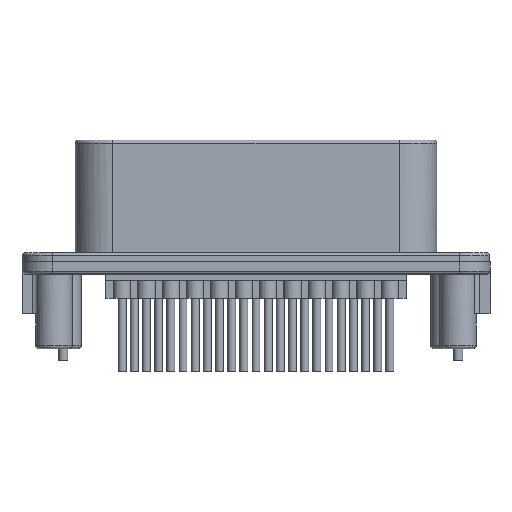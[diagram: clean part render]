
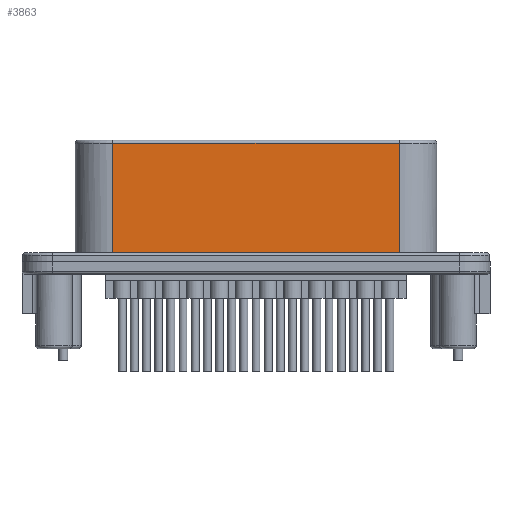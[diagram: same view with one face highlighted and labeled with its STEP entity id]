
A CAD part, front view. The second image highlights one B-rep face of the part: STEP entity #3863.
In plain terms, the highlighted planar face has unit normal (0, -1, 0).
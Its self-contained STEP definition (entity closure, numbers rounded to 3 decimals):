
#1149 = ORIENTED_EDGE ( 'NONE', *, *, #13782, .T. ) ;
#1267 = CARTESIAN_POINT ( 'NONE',  ( 23.5, -11.8, -0.5 ) ) ;
#3863 = ADVANCED_FACE ( 'NONE', ( #4671 ), #18564, .T. ) ;
#3874 = DIRECTION ( 'NONE',  ( -1., 0., 0. ) ) ;
#4626 = VERTEX_POINT ( 'NONE', #19472 ) ;
#4671 = FACE_OUTER_BOUND ( 'NONE', #14684, .T. ) ;
#4882 = VECTOR ( 'NONE', #15618, 1000. ) ;
#5183 = DIRECTION ( 'NONE',  ( 0., 0., -1. ) ) ;
#6768 = DIRECTION ( 'NONE',  ( 0., 0., -1. ) ) ;
#6875 = EDGE_CURVE ( 'NONE', #13744, #14052, #20321, .T. ) ;
#7525 = AXIS2_PLACEMENT_3D ( 'NONE', #22808, #8960, #5183 ) ;
#7694 = LINE ( 'NONE', #13527, #4882 ) ;
#7767 = VECTOR ( 'NONE', #6768, 1000. ) ;
#8960 = DIRECTION ( 'NONE',  ( 0., -1., 0. ) ) ;
#11918 = CARTESIAN_POINT ( 'NONE',  ( 23.5, -11.8, -19.5 ) ) ;
#12355 = CARTESIAN_POINT ( 'NONE',  ( -23.5, -11.8, -0.5 ) ) ;
#13498 = ORIENTED_EDGE ( 'NONE', *, *, #14990, .F. ) ;
#13527 = CARTESIAN_POINT ( 'NONE',  ( -23.5, -11.8, -0.5 ) ) ;
#13728 = LINE ( 'NONE', #11918, #17223 ) ;
#13744 = VERTEX_POINT ( 'NONE', #14665 ) ;
#13782 = EDGE_CURVE ( 'NONE', #24776, #4626, #20120, .T. ) ;
#14052 = VERTEX_POINT ( 'NONE', #22638 ) ;
#14665 = CARTESIAN_POINT ( 'NONE',  ( 23.5, -11.8, -0.5 ) ) ;
#14684 = EDGE_LOOP ( 'NONE', ( #1149, #13498, #24056, #18284 ) ) ;
#14990 = EDGE_CURVE ( 'NONE', #14052, #4626, #13728, .T. ) ;
#15618 = DIRECTION ( 'NONE',  ( 1., 0., 0. ) ) ;
#17223 = VECTOR ( 'NONE', #3874, 1000. ) ;
#18284 = ORIENTED_EDGE ( 'NONE', *, *, #18616, .F. ) ;
#18564 = PLANE ( 'NONE',  #7525 ) ;
#18616 = EDGE_CURVE ( 'NONE', #24776, #13744, #7694, .T. ) ;
#19472 = CARTESIAN_POINT ( 'NONE',  ( -23.5, -11.8, -19.5 ) ) ;
#20120 = LINE ( 'NONE', #12355, #7767 ) ;
#20321 = LINE ( 'NONE', #1267, #21611 ) ;
#21611 = VECTOR ( 'NONE', #22117, 1000. ) ;
#22117 = DIRECTION ( 'NONE',  ( 0., 0., -1. ) ) ;
#22638 = CARTESIAN_POINT ( 'NONE',  ( 23.5, -11.8, -19.5 ) ) ;
#22808 = CARTESIAN_POINT ( 'NONE',  ( -23.5, -11.8, 0. ) ) ;
#23372 = CARTESIAN_POINT ( 'NONE',  ( -23.5, -11.8, -0.5 ) ) ;
#24056 = ORIENTED_EDGE ( 'NONE', *, *, #6875, .F. ) ;
#24776 = VERTEX_POINT ( 'NONE', #23372 ) ;
